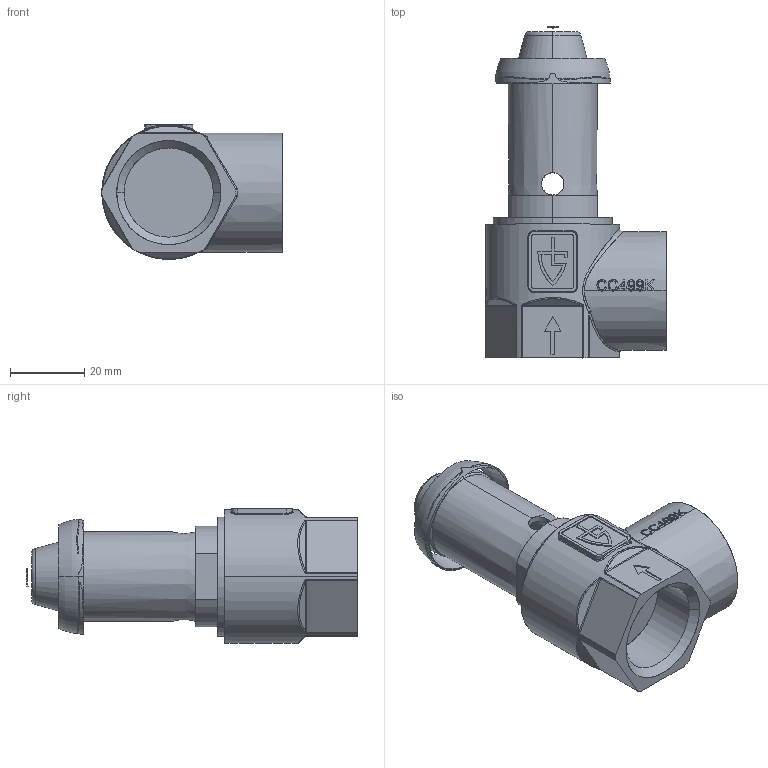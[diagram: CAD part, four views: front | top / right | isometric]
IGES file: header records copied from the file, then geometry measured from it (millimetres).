
Start section: SolidWorks IGES file using analytic representation for surfaces
Global section: file name: 652 3-4 Dummy.IGS; native system: SolidWorks 2010; preprocessor: SolidWorks 2010; author: Blankenhorn2; date: 100802.093418; units: millimetre
Bounding box: 48.5 x 89.3 x 36.3 mm (x, y, z)
Surface area: 21206.8 mm2 (no closed solid volume)
Topology: 0 solids, 0 shells, 368 faces, 5078 edges, 5075 vertices
Faces by surface type: bspline 226, revolution 142
